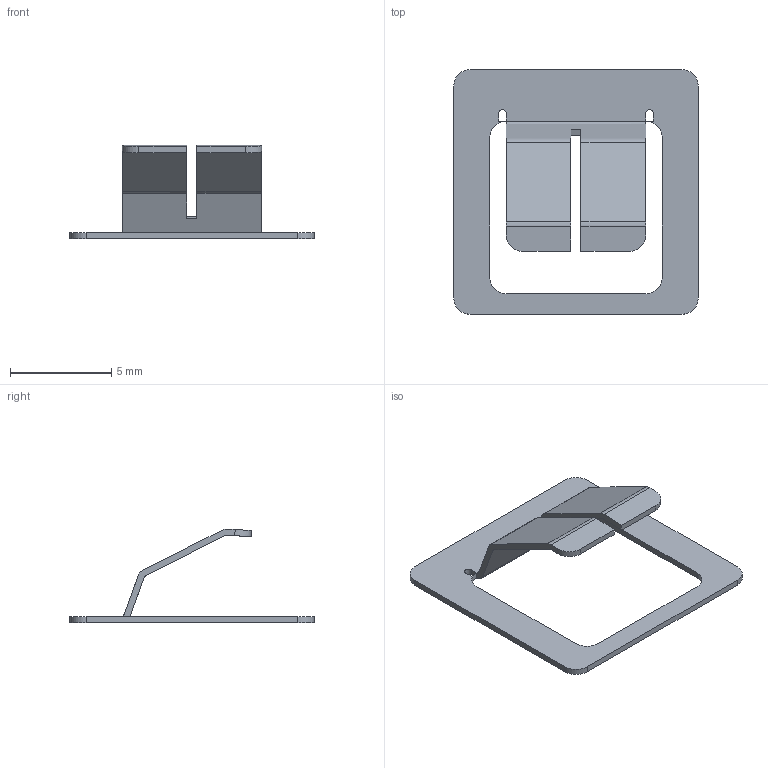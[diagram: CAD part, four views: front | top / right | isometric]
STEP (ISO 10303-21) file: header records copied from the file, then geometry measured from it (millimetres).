
FILE_DESCRIPTION(('HOOPS Exchange Step'),'2;1');
FILE_NAME('export-AA6337F2-0F6E-435B-9BCC-6A8CF7FAFD4E.stp','2019-12-21T09:07:37-08:00',('Tim Economu'),('Alibre'),'HOOPS Exchange 2019.2','Alibre','Unknown authorisation');
FILE_SCHEMA( ('AP242_MANAGED_MODEL_BASED_3D_ENGINEERING_MIM_LF {1 0 10303 442 1 1 4 }') );
Length unit declared in the file: centimetre
Products named in the file (1): DK spring finger rev B
Bounding box: 12.06 x 12.06 x 4.62 mm (x, y, z)
Volume: 38.6 mm3; surface area: 288.2 mm2
Topology: 1 solids, 1 shells, 52 faces, 150 edges, 100 vertices
Faces by surface type: plane 30, cylinder 22
Entity records: 1753 total; most frequent: CARTESIAN_POINT 304, DIRECTION 302, ORIENTED_EDGE 300, EDGE_CURVE 150, VECTOR 106, LINE 106, VERTEX_POINT 100, AXIS2_PLACEMENT_3D 98
